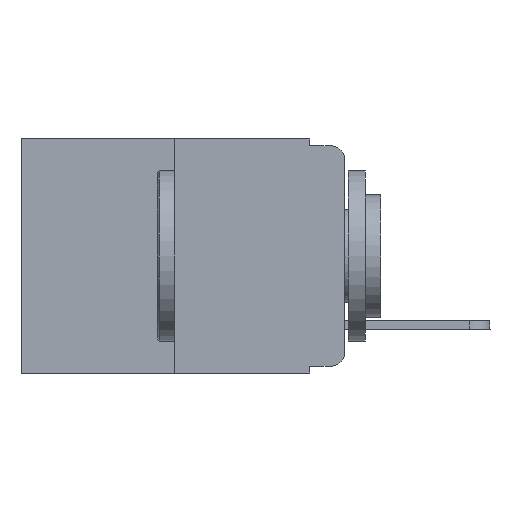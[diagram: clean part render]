
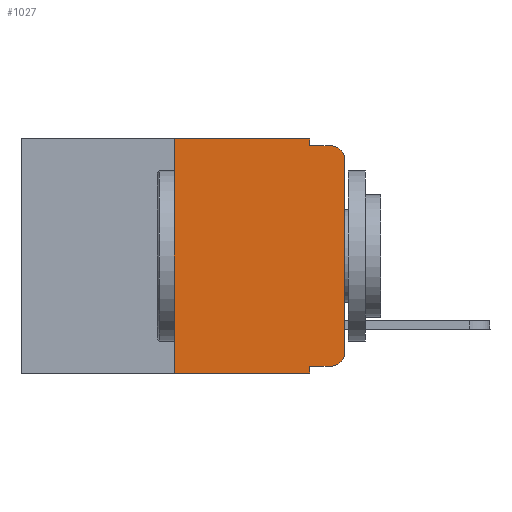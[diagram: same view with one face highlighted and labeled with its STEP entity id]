
A CAD part, left-side view. The second image highlights one B-rep face of the part: STEP entity #1027.
In plain terms, the highlighted planar face has unit normal (-1, 0, 0).
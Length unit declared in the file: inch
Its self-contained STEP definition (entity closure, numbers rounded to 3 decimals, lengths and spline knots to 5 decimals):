
#42 = VECTOR ( 'NONE', #3249, 39.37008 ) ;
#130 = CARTESIAN_POINT ( 'NONE',  ( 0., 0.02, -0.313 ) ) ;
#200 = CARTESIAN_POINT ( 'NONE',  ( 0., 0., 0. ) ) ;
#333 = CARTESIAN_POINT ( 'NONE',  ( 0., 0.051, 0. ) ) ;
#691 = LINE ( 'NONE', #10108, #5158 ) ;
#1027 = ADVANCED_FACE ( 'NONE', ( #3867 ), #5075, .F. ) ;
#1214 = ORIENTED_EDGE ( 'NONE', *, *, #10321, .T. ) ;
#1459 = ORIENTED_EDGE ( 'NONE', *, *, #6603, .F. ) ;
#1462 = CARTESIAN_POINT ( 'NONE',  ( 0., 0.473, -0.343 ) ) ;
#1958 = AXIS2_PLACEMENT_3D ( 'NONE', #130, #5712, #8658 ) ;
#1964 = EDGE_CURVE ( 'NONE', #7635, #2070, #9562, .T. ) ;
#2048 = LINE ( 'NONE', #16445, #8005 ) ;
#2070 = VERTEX_POINT ( 'NONE', #11931 ) ;
#2410 = CIRCLE ( 'NONE', #9428, 0.02 ) ;
#2517 = AXIS2_PLACEMENT_3D ( 'NONE', #7995, #13628, #9460 ) ;
#2865 = LINE ( 'NONE', #8473, #15055 ) ;
#2984 = LINE ( 'NONE', #7213, #4898 ) ;
#2996 = CARTESIAN_POINT ( 'NONE',  ( 0., 0.02, -0.01 ) ) ;
#3249 = DIRECTION ( 'NONE',  ( 0., 0., -1. ) ) ;
#3367 = EDGE_CURVE ( 'NONE', #2070, #14446, #12795, .T. ) ;
#3867 = FACE_OUTER_BOUND ( 'NONE', #5665, .T. ) ;
#3935 = DIRECTION ( 'NONE',  ( 0., 0., -1. ) ) ;
#4898 = VECTOR ( 'NONE', #10322, 39.37008 ) ;
#5075 = PLANE ( 'NONE',  #2517 ) ;
#5158 = VECTOR ( 'NONE', #9373, 39.37008 ) ;
#5408 = CARTESIAN_POINT ( 'NONE',  ( 0., 0.051, -0.333 ) ) ;
#5418 = ORIENTED_EDGE ( 'NONE', *, *, #10063, .F. ) ;
#5597 = CARTESIAN_POINT ( 'NONE',  ( 0., 0., -0.03 ) ) ;
#5665 = EDGE_LOOP ( 'NONE', ( #5749, #12917, #11695, #1459, #12270, #15527, #8284, #5418, #1214, #10715 ) ) ;
#5712 = DIRECTION ( 'NONE',  ( -1., 0., 0. ) ) ;
#5718 = VECTOR ( 'NONE', #12252, 39.37008 ) ;
#5749 = ORIENTED_EDGE ( 'NONE', *, *, #3367, .T. ) ;
#5940 = VERTEX_POINT ( 'NONE', #16128 ) ;
#6603 = EDGE_CURVE ( 'NONE', #13577, #14196, #14581, .T. ) ;
#6749 = CARTESIAN_POINT ( 'NONE',  ( 0., 0.25, 0. ) ) ;
#7213 = CARTESIAN_POINT ( 'NONE',  ( 0., 0.25, 0. ) ) ;
#7635 = VERTEX_POINT ( 'NONE', #9596 ) ;
#7704 = VERTEX_POINT ( 'NONE', #12483 ) ;
#7726 = DIRECTION ( 'NONE',  ( -1., 0., 0. ) ) ;
#7874 = CARTESIAN_POINT ( 'NONE',  ( 0., 0.051, -0.343 ) ) ;
#7995 = CARTESIAN_POINT ( 'NONE',  ( 0., 0.473, 0. ) ) ;
#8005 = VECTOR ( 'NONE', #3935, 39.37008 ) ;
#8284 = ORIENTED_EDGE ( 'NONE', *, *, #13638, .T. ) ;
#8302 = EDGE_CURVE ( 'NONE', #14446, #13728, #2410, .T. ) ;
#8338 = DIRECTION ( 'NONE',  ( 0., -1., 0. ) ) ;
#8473 = CARTESIAN_POINT ( 'NONE',  ( 0., 0.473, 0. ) ) ;
#8658 = DIRECTION ( 'NONE',  ( 0., 0., -1. ) ) ;
#9373 = DIRECTION ( 'NONE',  ( 0., -1., 0. ) ) ;
#9428 = AXIS2_PLACEMENT_3D ( 'NONE', #14904, #7726, #10901 ) ;
#9460 = DIRECTION ( 'NONE',  ( 0., 0., -1. ) ) ;
#9562 = CIRCLE ( 'NONE', #1958, 0.02 ) ;
#9596 = CARTESIAN_POINT ( 'NONE',  ( 0., 0.02, -0.333 ) ) ;
#9750 = VECTOR ( 'NONE', #8338, 39.37008 ) ;
#9795 = VECTOR ( 'NONE', #14154, 39.37008 ) ;
#9922 = DIRECTION ( 'NONE',  ( 0., -1., 0. ) ) ;
#10063 = EDGE_CURVE ( 'NONE', #5940, #10611, #2048, .T. ) ;
#10108 = CARTESIAN_POINT ( 'NONE',  ( 0., 0.051, -0.01 ) ) ;
#10321 = EDGE_CURVE ( 'NONE', #5940, #7635, #13960, .T. ) ;
#10322 = DIRECTION ( 'NONE',  ( 0., 0., 1. ) ) ;
#10611 = VERTEX_POINT ( 'NONE', #7874 ) ;
#10715 = ORIENTED_EDGE ( 'NONE', *, *, #1964, .T. ) ;
#10901 = DIRECTION ( 'NONE',  ( 0., 0., -1. ) ) ;
#11077 = LINE ( 'NONE', #1462, #5718 ) ;
#11235 = CARTESIAN_POINT ( 'NONE',  ( 0., 0.051, 0. ) ) ;
#11572 = CARTESIAN_POINT ( 'NONE',  ( 0., 0.051, -0.01 ) ) ;
#11695 = ORIENTED_EDGE ( 'NONE', *, *, #14300, .F. ) ;
#11931 = CARTESIAN_POINT ( 'NONE',  ( 0., 0., -0.313 ) ) ;
#12252 = DIRECTION ( 'NONE',  ( 0., -1., 0. ) ) ;
#12270 = ORIENTED_EDGE ( 'NONE', *, *, #14106, .F. ) ;
#12483 = CARTESIAN_POINT ( 'NONE',  ( 0., 0.25, -0.343 ) ) ;
#12795 = LINE ( 'NONE', #200, #9795 ) ;
#12917 = ORIENTED_EDGE ( 'NONE', *, *, #8302, .T. ) ;
#13577 = VERTEX_POINT ( 'NONE', #11235 ) ;
#13628 = DIRECTION ( 'NONE',  ( 1., 0., 0. ) ) ;
#13638 = EDGE_CURVE ( 'NONE', #7704, #10611, #11077, .T. ) ;
#13728 = VERTEX_POINT ( 'NONE', #2996 ) ;
#13960 = LINE ( 'NONE', #5408, #9750 ) ;
#14106 = EDGE_CURVE ( 'NONE', #16591, #13577, #2865, .T. ) ;
#14154 = DIRECTION ( 'NONE',  ( 0., 0., 1. ) ) ;
#14196 = VERTEX_POINT ( 'NONE', #11572 ) ;
#14300 = EDGE_CURVE ( 'NONE', #14196, #13728, #691, .T. ) ;
#14446 = VERTEX_POINT ( 'NONE', #5597 ) ;
#14581 = LINE ( 'NONE', #333, #42 ) ;
#14904 = CARTESIAN_POINT ( 'NONE',  ( 0., 0.02, -0.03 ) ) ;
#14979 = EDGE_CURVE ( 'NONE', #7704, #16591, #2984, .T. ) ;
#15055 = VECTOR ( 'NONE', #9922, 39.37008 ) ;
#15527 = ORIENTED_EDGE ( 'NONE', *, *, #14979, .F. ) ;
#16128 = CARTESIAN_POINT ( 'NONE',  ( 0., 0.051, -0.333 ) ) ;
#16445 = CARTESIAN_POINT ( 'NONE',  ( 0., 0.051, 0. ) ) ;
#16591 = VERTEX_POINT ( 'NONE', #6749 ) ;
